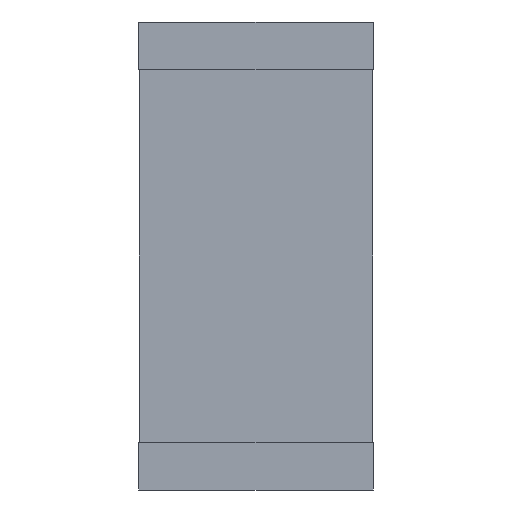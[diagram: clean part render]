
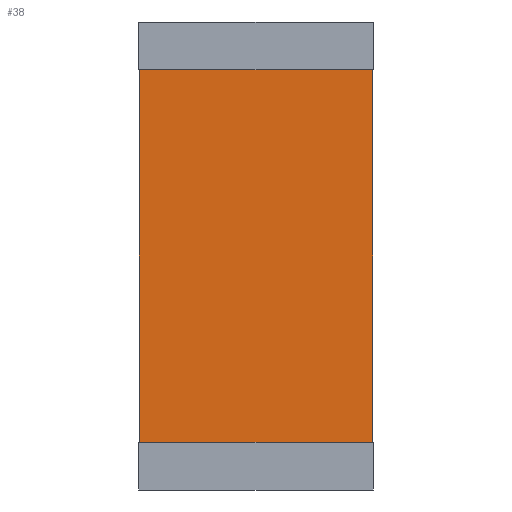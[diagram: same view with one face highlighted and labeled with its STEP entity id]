
A CAD part, front view. The second image highlights one B-rep face of the part: STEP entity #38.
In plain terms, the highlighted planar face has unit normal (0, -1, 0).
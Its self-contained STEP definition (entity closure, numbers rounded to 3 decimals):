
#8 = VERTEX_POINT ( 'NONE', #242 ) ;
#22 = EDGE_CURVE ( 'NONE', #31, #8, #311, .T. ) ;
#31 = VERTEX_POINT ( 'NONE', #289 ) ;
#38 = ADVANCED_FACE ( 'NONE', ( #279 ), #221, .F. ) ;
#39 = EDGE_LOOP ( 'NONE', ( #40, #161, #162, #164 ) ) ;
#40 = ORIENTED_EDGE ( 'NONE', *, *, #160, .F. ) ;
#54 = VERTEX_POINT ( 'NONE', #283 ) ;
#64 = VERTEX_POINT ( 'NONE', #245 ) ;
#67 = EDGE_CURVE ( 'NONE', #64, #54, #217, .T. ) ;
#160 = EDGE_CURVE ( 'NONE', #8, #64, #456, .T. ) ;
#161 = ORIENTED_EDGE ( 'NONE', *, *, #22, .F. ) ;
#162 = ORIENTED_EDGE ( 'NONE', *, *, #163, .F. ) ;
#163 = EDGE_CURVE ( 'NONE', #54, #31, #452, .T. ) ;
#164 = ORIENTED_EDGE ( 'NONE', *, *, #67, .F. ) ;
#189 = DIRECTION ( 'NONE',  ( 0., 0., -1. ) ) ;
#190 = VECTOR ( 'NONE', #189, 1000. ) ;
#214 = DIRECTION ( 'NONE',  ( 0., 0., 1. ) ) ;
#215 = VECTOR ( 'NONE', #214, 1000. ) ;
#216 = CARTESIAN_POINT ( 'NONE',  ( -1.25, 0., -2.5 ) ) ;
#217 = LINE ( 'NONE', #216, #215 ) ;
#221 = PLANE ( 'NONE',  #269 ) ;
#242 = CARTESIAN_POINT ( 'NONE',  ( 1.25, 0., -2. ) ) ;
#245 = CARTESIAN_POINT ( 'NONE',  ( -1.25, 0., -2. ) ) ;
#266 = DIRECTION ( 'NONE',  ( 0., 0., 1. ) ) ;
#267 = DIRECTION ( 'NONE',  ( 0., 1., 0. ) ) ;
#268 = CARTESIAN_POINT ( 'NONE',  ( -1.25, 0., 2.5 ) ) ;
#269 = AXIS2_PLACEMENT_3D ( 'NONE', #268, #267, #266 ) ;
#279 = FACE_OUTER_BOUND ( 'NONE', #39, .T. ) ;
#283 = CARTESIAN_POINT ( 'NONE',  ( -1.25, 0., 2. ) ) ;
#289 = CARTESIAN_POINT ( 'NONE',  ( 1.25, 0., 2. ) ) ;
#310 = CARTESIAN_POINT ( 'NONE',  ( 1.25, 0., -2.5 ) ) ;
#311 = LINE ( 'NONE', #310, #190 ) ;
#449 = DIRECTION ( 'NONE',  ( 1., 0., 0. ) ) ;
#450 = VECTOR ( 'NONE', #449, 1000. ) ;
#451 = CARTESIAN_POINT ( 'NONE',  ( -1.25, 0., 2. ) ) ;
#452 = LINE ( 'NONE', #451, #450 ) ;
#453 = DIRECTION ( 'NONE',  ( -1., 0., 0. ) ) ;
#454 = VECTOR ( 'NONE', #453, 1000. ) ;
#455 = CARTESIAN_POINT ( 'NONE',  ( -1.25, 0., -2. ) ) ;
#456 = LINE ( 'NONE', #455, #454 ) ;
